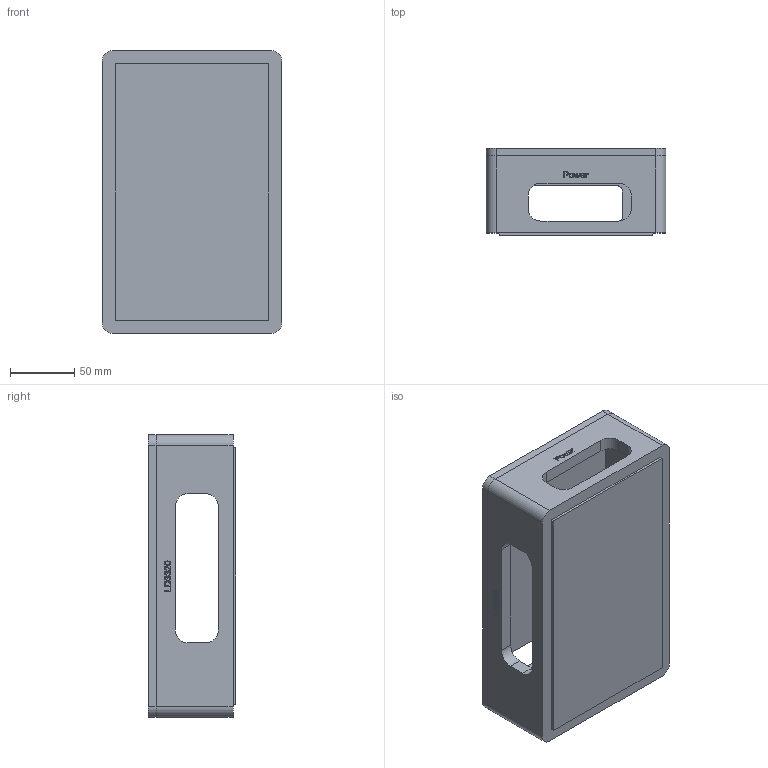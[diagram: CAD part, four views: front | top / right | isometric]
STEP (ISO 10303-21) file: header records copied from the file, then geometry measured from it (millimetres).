
FILE_DESCRIPTION(/* description */ (''),/* implementation_level */ '2;1');
FILE_NAME(/* name */ 'light system case v1.step',/* time_stamp */ '2025-12-13T11:23:19Z',/* author */ (''),/* organization */ (''),/* preprocessor_version */ 'ST-DEVELOPER v20.1',/* originating_system */ 'Autodesk Translation Framework v14.21.0.0',/* authorisation */ '');
FILE_SCHEMA (('AUTOMOTIVE_DESIGN { 1 0 10303 214 3 1 1 }'));
Length unit declared in the file: millimetre
Products named in the file (2): light system case v1; cover
Assembly tree (1 placements, depth 2):
  light system case v1
    cover
Bounding box: 140 x 68 x 220 mm (x, y, z)
Volume: 473048.6 mm3; surface area: 190191.7 mm2
Topology: 3 solids, 3 shells, 754 faces, 2100 edges, 1400 vertices
Faces by surface type: bspline 459, plane 261, cylinder 34
Full cylindrical faces by diameter (mm): 28.029 x1, 28.772 x1
Entity records: 28395 total; most frequent: CARTESIAN_POINT 12060, ORIENTED_EDGE 4200, EDGE_CURVE 2100, DIRECTION 1846, VERTEX_POINT 1400, LINE 1114, VECTOR 1114, B_SPLINE_CURVE_WITH_KNOTS 918
